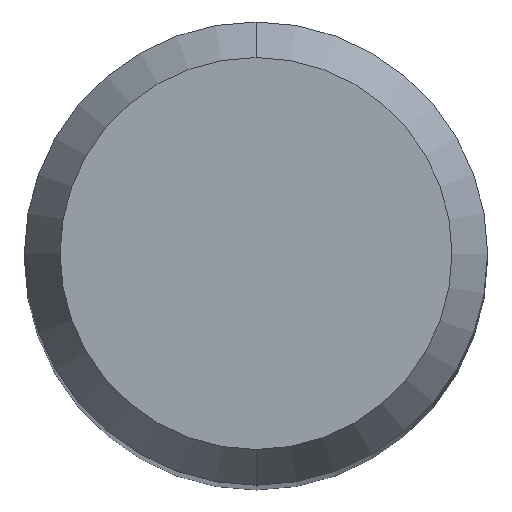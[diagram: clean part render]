
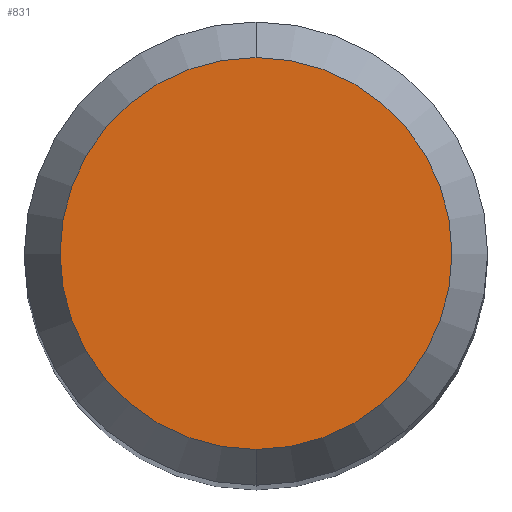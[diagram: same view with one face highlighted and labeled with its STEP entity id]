
A CAD part, top view. The second image highlights one B-rep face of the part: STEP entity #831.
In plain terms, the highlighted planar face has unit normal (0, 0, 1).
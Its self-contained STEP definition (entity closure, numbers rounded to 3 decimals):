
#579=EDGE_CURVE('',#681,#603,#1495,.T.);
#603=VERTEX_POINT('',#1521);
#681=VERTEX_POINT('',#1604);
#751=EDGE_CURVE('',#603,#681,#1679,.T.);
#831=ADVANCED_FACE('',(#1770),#1771,.T.);
#1495=CIRCLE('',#3141,2.538);
#1521=CARTESIAN_POINT('',(0.0,2.538,0.0));
#1604=CARTESIAN_POINT('',(0.,-2.538,0.0));
#1679=CIRCLE('',#4047,2.538);
#1770=FACE_OUTER_BOUND('',#4456,.T.);
#1771=PLANE('',#4457);
#3141=AXIS2_PLACEMENT_3D('',#9191,#9192,#9193);
#4047=AXIS2_PLACEMENT_3D('',#9386,#9387,#9388);
#4456=EDGE_LOOP('',(#9524,#9525));
#4457=AXIS2_PLACEMENT_3D('',#9526,#9527,#9528);
#9191=CARTESIAN_POINT('',(0.0,0.0,0.0));
#9192=DIRECTION('',(0.0,0.0,-1.0));
#9193=DIRECTION('',(0.0,1.0,0.0));
#9386=CARTESIAN_POINT('',(0.0,0.0,0.0));
#9387=DIRECTION('',(0.0,0.0,-1.0));
#9388=DIRECTION('',(0.0,1.0,0.0));
#9524=ORIENTED_EDGE('',*,*,#751,.F.);
#9525=ORIENTED_EDGE('',*,*,#579,.F.);
#9526=CARTESIAN_POINT('',(0.0,1.269,0.0));
#9527=DIRECTION('',(-0.0,0.0,1.0));
#9528=DIRECTION('',(0.0,-1.0,0.0));
